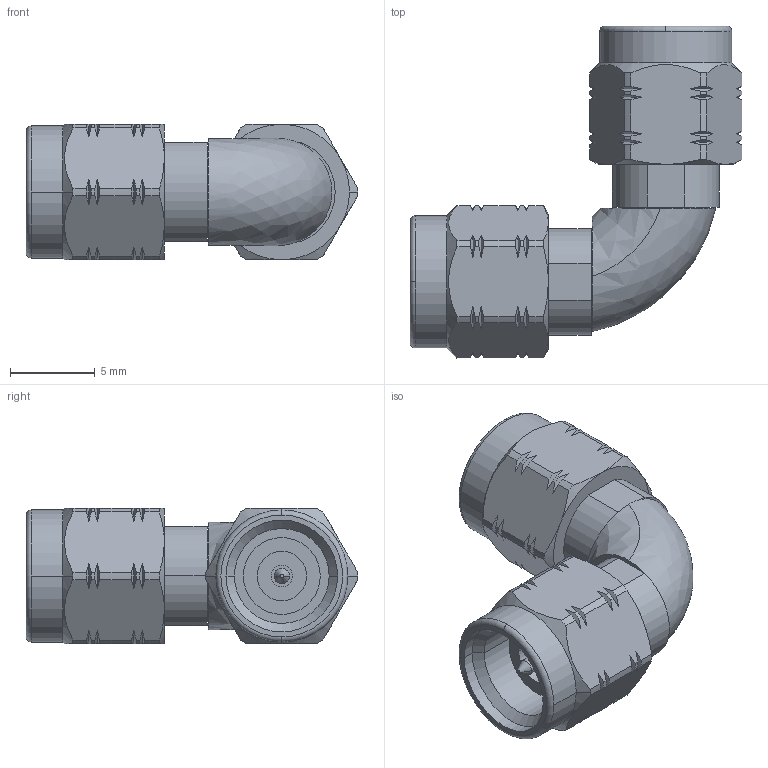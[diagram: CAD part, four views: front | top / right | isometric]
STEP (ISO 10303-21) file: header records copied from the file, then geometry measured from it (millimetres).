
FILE_DESCRIPTION (( 'STEP AP214' ), '1' );
FILE_NAME ('FMAD91793_3D.step', '2024-05-06T23:07:31', ( '' ), ( '' ), 'SwSTEP 2.0', 'SolidWorks 2022', '' );
FILE_SCHEMA (( 'AUTOMOTIVE_DESIGN' ));
Length unit declared in the file: millimetre
Products named in the file (1): FMAD91793_3D
Bounding box: 19.61 x 19.61 x 8 mm (x, y, z)
Volume: 990.4 mm3; surface area: 1154.4 mm2
Topology: 1 solids, 1 shells, 293 faces, 762 edges, 488 vertices
Faces by surface type: cone 140, cylinder 112, plane 35, torus 4, bspline 2
Entity records: 9504 total; most frequent: CARTESIAN_POINT 2708, ORIENTED_EDGE 1524, DIRECTION 1424, EDGE_CURVE 762, AXIS2_PLACEMENT_3D 604, VERTEX_POINT 488, CIRCLE 312, EDGE_LOOP 310
